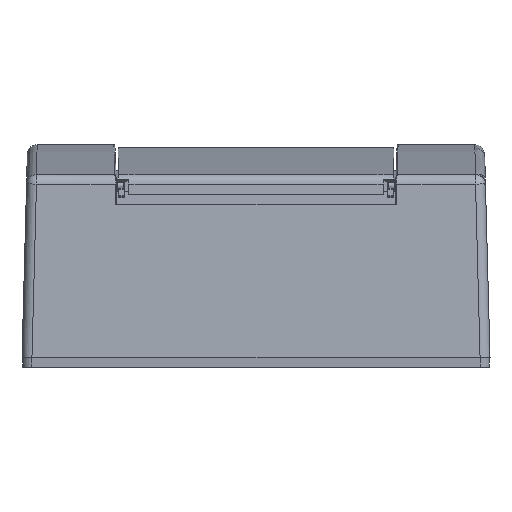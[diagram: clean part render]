
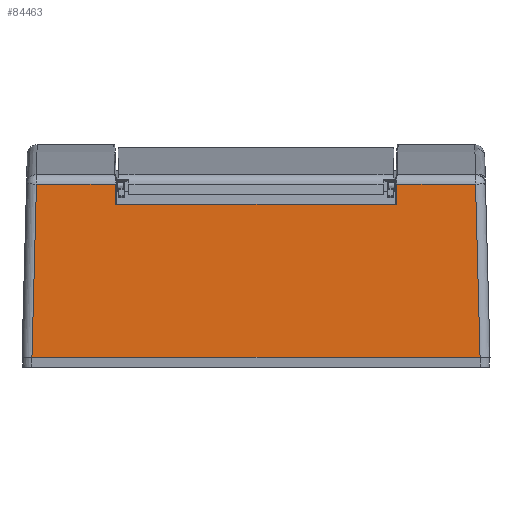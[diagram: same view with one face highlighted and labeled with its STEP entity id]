
A CAD part, left-side view. The second image highlights one B-rep face of the part: STEP entity #84463.
In plain terms, the highlighted face is planar.
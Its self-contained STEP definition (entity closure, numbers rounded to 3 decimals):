
#2610 = ORIENTED_EDGE ( 'NONE', *, *, #2746, .T. ) ;
#2746 = EDGE_CURVE ( 'NONE', #76736, #19756, #39221, .T. ) ;
#3790 = CARTESIAN_POINT ( 'NONE',  ( 249.046, 92.232, 181.157 ) ) ;
#5261 = VECTOR ( 'NONE', #37535, 1000. ) ;
#14978 = ORIENTED_EDGE ( 'NONE', *, *, #86703, .T. ) ;
#14998 = DIRECTION ( 'NONE',  ( -1., -0.026, 0. ) ) ;
#17912 = EDGE_CURVE ( 'NONE', #19756, #49760, #37724, .T. ) ;
#18166 = DIRECTION ( 'NONE',  ( 0., 0., 1. ) ) ;
#19756 = VERTEX_POINT ( 'NONE', #117297 ) ;
#20615 = CARTESIAN_POINT ( 'NONE',  ( 251.33, 5., 110.3 ) ) ;
#20966 = CARTESIAN_POINT ( 'NONE',  ( 249.045, 92.25, 220.817 ) ) ;
#22356 = EDGE_CURVE ( 'NONE', #47725, #120569, #76041, .T. ) ;
#28641 = EDGE_LOOP ( 'NONE', ( #112531, #14978, #60158, #57148, #34620, #2610, #44229, #125926 ) ) ;
#30883 = VECTOR ( 'NONE', #68543, 1000. ) ;
#34620 = ORIENTED_EDGE ( 'NONE', *, *, #86920, .T. ) ;
#36939 = CARTESIAN_POINT ( 'NONE',  ( 251.33, 5., -2.502 ) ) ;
#37535 = DIRECTION ( 'NONE',  ( 0., 0., -1. ) ) ;
#37724 = LINE ( 'NONE', #141189, #110876 ) ;
#39221 = LINE ( 'NONE', #132773, #114652 ) ;
#40155 = VERTEX_POINT ( 'NONE', #135399 ) ;
#44229 = ORIENTED_EDGE ( 'NONE', *, *, #17912, .T. ) ;
#44985 = EDGE_CURVE ( 'NONE', #40155, #89856, #106739, .T. ) ;
#47725 = VERTEX_POINT ( 'NONE', #124604 ) ;
#48749 = DIRECTION ( 'NONE',  ( -0.026, 0.999, 0.035 ) ) ;
#49760 = VERTEX_POINT ( 'NONE', #87825 ) ;
#53118 = LINE ( 'NONE', #99531, #125102 ) ;
#57148 = ORIENTED_EDGE ( 'NONE', *, *, #120784, .T. ) ;
#60158 = ORIENTED_EDGE ( 'NONE', *, *, #22356, .T. ) ;
#61485 = PLANE ( 'NONE',  #144720 ) ;
#68543 = DIRECTION ( 'NONE',  ( 0., 0., -1. ) ) ;
#76041 = LINE ( 'NONE', #134580, #94882 ) ;
#76736 = VERTEX_POINT ( 'NONE', #36939 ) ;
#77709 = LINE ( 'NONE', #124102, #125147 ) ;
#79765 = VERTEX_POINT ( 'NONE', #129994 ) ;
#83802 = EDGE_CURVE ( 'NONE', #49760, #89856, #77709, .T. ) ;
#84463 = ADVANCED_FACE ( 'NONE', ( #99456 ), #61485, .F. ) ;
#85033 = DIRECTION ( 'NONE',  ( -0.026, 1., 0. ) ) ;
#86703 = EDGE_CURVE ( 'NONE', #40155, #47725, #132422, .T. ) ;
#86920 = EDGE_CURVE ( 'NONE', #79765, #76736, #147705, .T. ) ;
#87825 = CARTESIAN_POINT ( 'NONE',  ( 249.045, 92.25, 39.442 ) ) ;
#89856 = VERTEX_POINT ( 'NONE', #108659 ) ;
#92315 = CARTESIAN_POINT ( 'NONE',  ( 249.314, 82.002, 110.3 ) ) ;
#94882 = VECTOR ( 'NONE', #18166, 1000. ) ;
#99456 = FACE_OUTER_BOUND ( 'NONE', #28641, .T. ) ;
#99531 = CARTESIAN_POINT ( 'NONE',  ( 251.333, 4.869, 223.105 ) ) ;
#101281 = DIRECTION ( 'NONE',  ( 0.026, -0.999, 0.035 ) ) ;
#106739 = LINE ( 'NONE', #92315, #5261 ) ;
#108659 = CARTESIAN_POINT ( 'NONE',  ( 249.314, 82.002, 39.8 ) ) ;
#110876 = VECTOR ( 'NONE', #129791, 1000. ) ;
#111059 = VECTOR ( 'NONE', #48749, 1000. ) ;
#112531 = ORIENTED_EDGE ( 'NONE', *, *, #44985, .F. ) ;
#114652 = VECTOR ( 'NONE', #133518, 1000. ) ;
#117297 = CARTESIAN_POINT ( 'NONE',  ( 249.045, 92.25, -0.217 ) ) ;
#119252 = CARTESIAN_POINT ( 'NONE',  ( 251.33, 5., 110.3 ) ) ;
#120569 = VERTEX_POINT ( 'NONE', #20966 ) ;
#120784 = EDGE_CURVE ( 'NONE', #120569, #79765, #53118, .T. ) ;
#124102 = CARTESIAN_POINT ( 'NONE',  ( 249.314, 81.985, 39.801 ) ) ;
#124604 = CARTESIAN_POINT ( 'NONE',  ( 249.045, 92.25, 181.158 ) ) ;
#125102 = VECTOR ( 'NONE', #133767, 1000. ) ;
#125147 = VECTOR ( 'NONE', #101281, 1000. ) ;
#125926 = ORIENTED_EDGE ( 'NONE', *, *, #83802, .T. ) ;
#129791 = DIRECTION ( 'NONE',  ( 0., 0., 1. ) ) ;
#129994 = CARTESIAN_POINT ( 'NONE',  ( 251.33, 5., 223.102 ) ) ;
#132422 = LINE ( 'NONE', #3790, #111059 ) ;
#132773 = CARTESIAN_POINT ( 'NONE',  ( 248.936, 96.419, -0.108 ) ) ;
#133518 = DIRECTION ( 'NONE',  ( -0.026, 0.999, 0.026 ) ) ;
#133767 = DIRECTION ( 'NONE',  ( 0.026, -0.999, 0.026 ) ) ;
#134580 = CARTESIAN_POINT ( 'NONE',  ( 249.045, 92.25, 225.703 ) ) ;
#135399 = CARTESIAN_POINT ( 'NONE',  ( 249.314, 82.002, 180.8 ) ) ;
#141189 = CARTESIAN_POINT ( 'NONE',  ( 249.045, 92.25, 39.792 ) ) ;
#144720 = AXIS2_PLACEMENT_3D ( 'NONE', #119252, #14998, #85033 ) ;
#147705 = LINE ( 'NONE', #20615, #30883 ) ;
